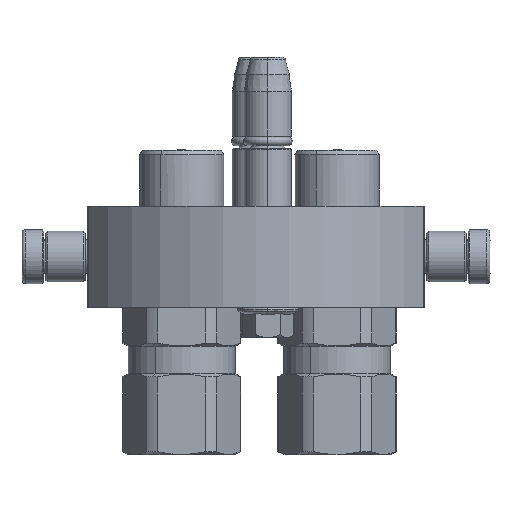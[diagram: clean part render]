
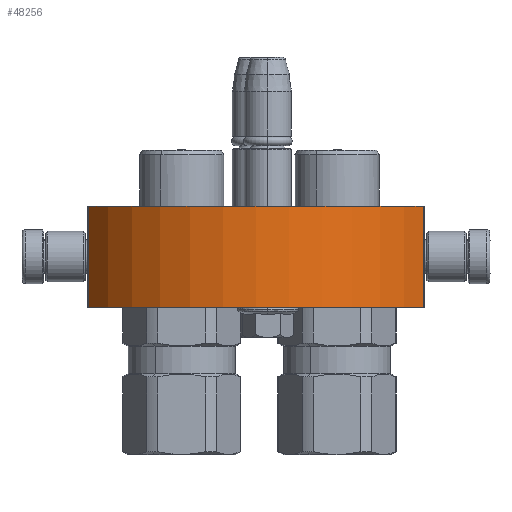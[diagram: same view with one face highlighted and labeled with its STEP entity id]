
A CAD part, left-side view. The second image highlights one B-rep face of the part: STEP entity #48256.
In plain terms, the highlighted cylindrical face has radius 57.25 mm (diameter 114.5 mm), a partial arc.
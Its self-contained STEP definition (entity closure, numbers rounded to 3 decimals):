
#2343 = CARTESIAN_POINT ( 'NONE',  ( 49.5, 0., -28.763 ) ) ;
#3185 = AXIS2_PLACEMENT_3D ( 'NONE', #47918, #44020, #48128 ) ;
#3627 = ORIENTED_EDGE ( 'NONE', *, *, #22403, .F. ) ;
#5380 = CARTESIAN_POINT ( 'NONE',  ( -49.5, 0., -28.763 ) ) ;
#6458 = CARTESIAN_POINT ( 'NONE',  ( -49.5, 0., -28.763 ) ) ;
#7588 = CARTESIAN_POINT ( 'NONE',  ( -49.5, 30., -28.763 ) ) ;
#7833 = CARTESIAN_POINT ( 'NONE',  ( 49.5, 0., -28.763 ) ) ;
#10427 = CIRCLE ( 'NONE', #35845, 57.25 ) ;
#12390 = VERTEX_POINT ( 'NONE', #15000 ) ;
#13519 = LINE ( 'NONE', #5380, #45732 ) ;
#14307 = VERTEX_POINT ( 'NONE', #7588 ) ;
#14785 = EDGE_CURVE ( 'NONE', #59691, #27556, #10427, .T. ) ;
#15000 = CARTESIAN_POINT ( 'NONE',  ( 49.5, 30., -28.763 ) ) ;
#16177 = EDGE_LOOP ( 'NONE', ( #31247, #3627, #21185, #26880 ) ) ;
#18442 = DIRECTION ( 'NONE',  ( 0., 1., 0. ) ) ;
#18994 = DIRECTION ( 'NONE',  ( 0.865, 0., -0.502 ) ) ;
#19579 = DIRECTION ( 'NONE',  ( 0., 1., 0. ) ) ;
#19883 = LINE ( 'NONE', #7833, #51309 ) ;
#21185 = ORIENTED_EDGE ( 'NONE', *, *, #14785, .T. ) ;
#22403 = EDGE_CURVE ( 'NONE', #59691, #12390, #19883, .T. ) ;
#26880 = ORIENTED_EDGE ( 'NONE', *, *, #33553, .T. ) ;
#27556 = VERTEX_POINT ( 'NONE', #6458 ) ;
#31247 = ORIENTED_EDGE ( 'NONE', *, *, #31663, .F. ) ;
#31663 = EDGE_CURVE ( 'NONE', #12390, #14307, #48230, .T. ) ;
#33553 = EDGE_CURVE ( 'NONE', #27556, #14307, #13519, .T. ) ;
#35845 = AXIS2_PLACEMENT_3D ( 'NONE', #47609, #19579, #18994 ) ;
#36243 = DIRECTION ( 'NONE',  ( 0., 1., 0. ) ) ;
#37074 = AXIS2_PLACEMENT_3D ( 'NONE', #46456, #18442, #55243 ) ;
#37204 = CYLINDRICAL_SURFACE ( 'NONE', #3185, 57.25 ) ;
#44020 = DIRECTION ( 'NONE',  ( 0., -1., 0. ) ) ;
#45732 = VECTOR ( 'NONE', #56891, 1000. ) ;
#46456 = CARTESIAN_POINT ( 'NONE',  ( 0., 30., 0. ) ) ;
#47609 = CARTESIAN_POINT ( 'NONE',  ( 0., 0., 0. ) ) ;
#47918 = CARTESIAN_POINT ( 'NONE',  ( 0., 0., 0. ) ) ;
#48128 = DIRECTION ( 'NONE',  ( 1., 0., 0. ) ) ;
#48230 = CIRCLE ( 'NONE', #37074, 57.25 ) ;
#48256 = ADVANCED_FACE ( 'NONE', ( #50389 ), #37204, .T. ) ;
#50389 = FACE_OUTER_BOUND ( 'NONE', #16177, .T. ) ;
#51309 = VECTOR ( 'NONE', #36243, 1000. ) ;
#55243 = DIRECTION ( 'NONE',  ( 0.865, 0., -0.502 ) ) ;
#56891 = DIRECTION ( 'NONE',  ( 0., 1., 0. ) ) ;
#59691 = VERTEX_POINT ( 'NONE', #2343 ) ;
